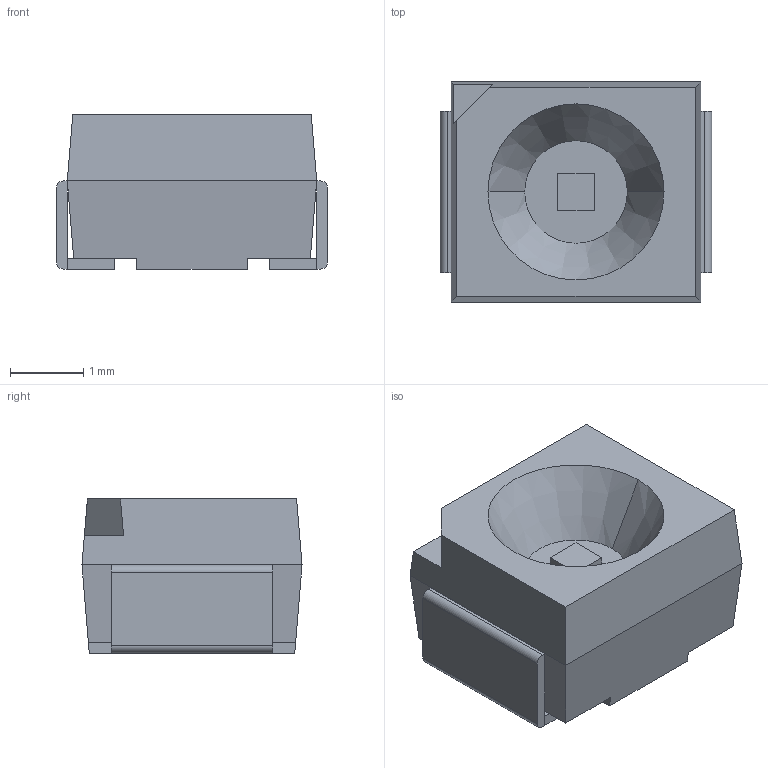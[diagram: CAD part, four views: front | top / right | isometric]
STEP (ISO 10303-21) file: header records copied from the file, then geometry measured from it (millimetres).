
FILE_DESCRIPTION((''),'2;1');
FILE_NAME('LEDM3528X210N_EMERALD-GREEN.stp','2012-07-05T09:47:01',(''),(''),'Mechanical Desktop 2011','Mechanical Desktop 2011',', , ');
FILE_SCHEMA(('AUTOMOTIVE_DESIGN { 1 2 10303 214 1 1 1 1 }'));
Length unit declared in the file: millimetre
Products named in the file (1): Product
Bounding box: 3.7 x 3 x 2.1 mm (x, y, z)
Volume: 18.1 mm3; surface area: 85 mm2
Topology: 7 solids, 7 shells, 54 faces, 120 edges, 80 vertices
Faces by surface type: plane 36, bspline 14, cylinder 2, cone 2
Entity records: 1559 total; most frequent: CARTESIAN_POINT 325, ORIENTED_EDGE 240, DIRECTION 214, EDGE_CURVE 120, VECTOR 108, LINE 108, VERTEX_POINT 80, EDGE_LOOP 56
